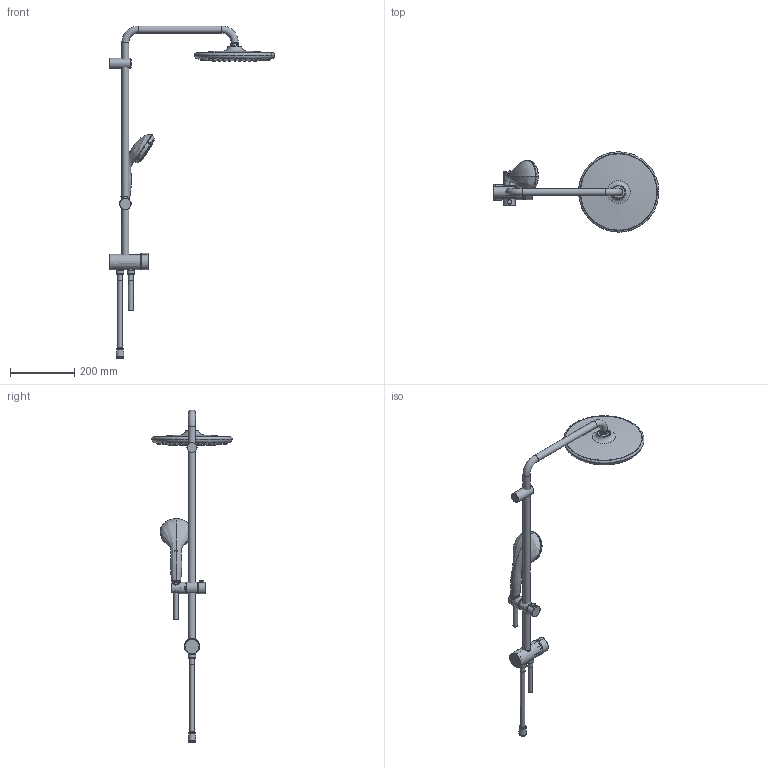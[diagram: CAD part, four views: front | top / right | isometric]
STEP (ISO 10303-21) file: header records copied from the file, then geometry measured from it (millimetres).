
FILE_DESCRIPTION(/* description */ ('Unknown'),/* implementation_level */ '2;1');
FILE_NAME(/* name */ '26680000',/* time_stamp */ '2022-09-07T16:21:41+02:00',/* author */ ('Unknown'),/* organization */ ('GROHE AG'),/* preprocessor_version */ 'ST-DEVELOPER v16.7',/* originating_system */ 'DEX',/* authorisation */ $);
FILE_SCHEMA (('AUTOMOTIVE_DESIGN {1 0 10303 214 3 1 1}'));
Products named in the file (9): 26680000; id46; 081107 GTM1000C Handles Update02; DF_REVOL; extrude#; HEALED_BODY_2  ; Housing; trim_sur
Assembly tree (8 placements, depth 2):
  26680000
    26680000
    id46
    081107 GTM1000C Handles Update02
    DF_REVOL
    extrude#
    HEALED_BODY_2  
    Housing
    trim_sur
Bounding box: 515.42 x 249.85 x 1032.33 mm (x, y, z)
Volume: 52557.8 mm3; surface area: 317978.9 mm2
Topology: 1 solids, 327 shells, 1726 faces, 6637 edges, 5098 vertices
Faces by surface type: bspline 889, cylinder 426, cone 153, torus 133, sphere 66, plane 59
Full cylindrical faces by diameter (mm): 1 x114, 2 x1, 2.2 x46, 2.8 x51, 3.6 x14, 3.8 x126, 14.262 x3, 15 x3, 19.9 x2, 20.96 x1, 22 x5, 22.6 x2, 23 x2, 31.3 x1, 33.4 x2, 34 x1, 36 x3, 47.015 x1, 90.2 x1, 99.483 x1
Entity records: 105983 total; most frequent: CARTESIAN_POINT 65673, ORIENTED_EDGE 6831, EDGE_CURVE 4997, VERTEX_POINT 4341, B_SPLINE_CURVE_WITH_KNOTS 3888, DIRECTION 3741, EDGE_LOOP 2793, FACE_BOUND 2793
